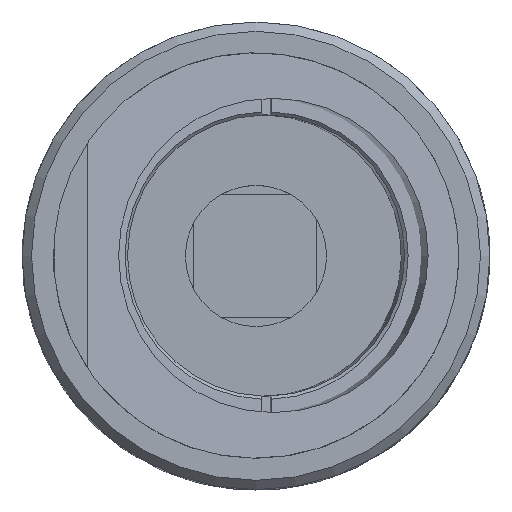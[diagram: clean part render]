
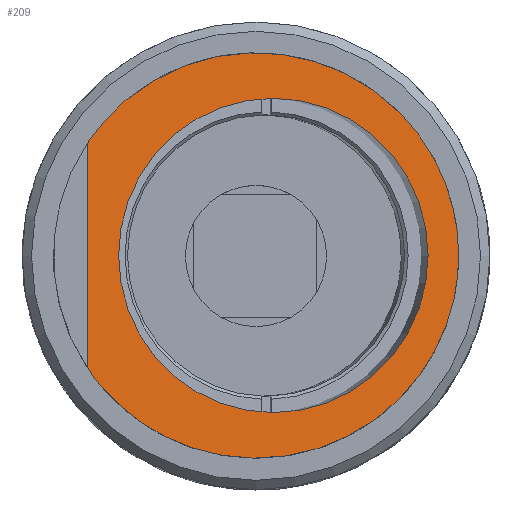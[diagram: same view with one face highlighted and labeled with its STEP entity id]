
A CAD part, top view. The second image highlights one B-rep face of the part: STEP entity #209.
In plain terms, the highlighted planar face has unit normal (0.174, 0, 0.985).
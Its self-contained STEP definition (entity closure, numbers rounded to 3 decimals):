
#209 = ADVANCED_FACE ( 'NONE', ( #4753, #1166 ), #437, .F. ) ;
#437 = PLANE ( 'NONE',  #808 ) ;
#679 = DIRECTION ( 'NONE',  ( 0.985, 0., -0.174 ) ) ;
#808 = AXIS2_PLACEMENT_3D ( 'NONE', #6262, #5494, #679 ) ;
#1166 = FACE_OUTER_BOUND ( 'NONE', #2370, .T. ) ;
#1208 = ORIENTED_EDGE ( 'NONE', *, *, #1620, .F. ) ;
#1357 = EDGE_LOOP ( 'NONE', ( #6988 ) ) ;
#1620 = EDGE_CURVE ( 'NONE', #7402, #4339, #8015, .T. ) ;
#1782 = EDGE_CURVE ( 'NONE', #4973, #4973, #3549, .T. ) ;
#2262 = EDGE_CURVE ( 'NONE', #4339, #7402, #5921, .T. ) ;
#2370 = EDGE_LOOP ( 'NONE', ( #1208, #2714 ) ) ;
#2442 = DIRECTION ( 'NONE',  ( 0., 1., 0. ) ) ;
#2453 = CARTESIAN_POINT ( 'NONE',  ( -13.741, 9.152, 18.872 ) ) ;
#2714 = ORIENTED_EDGE ( 'NONE', *, *, #2262, .F. ) ;
#3435 = CARTESIAN_POINT ( 'NONE',  ( 1.413, 0., 16.2 ) ) ;
#3549 = CIRCLE ( 'NONE', #5903, 12.802 ) ;
#3624 = CARTESIAN_POINT ( 'NONE',  ( -13.741, 9.152, 18.872 ) ) ;
#4253 = DIRECTION ( 'NONE',  ( 0.174, 0., 0.985 ) ) ;
#4271 = CARTESIAN_POINT ( 'NONE',  ( 16.51, 0., 13.538 ) ) ;
#4307 = CARTESIAN_POINT ( 'NONE',  ( -2.647, 25.81, 16.916 ) ) ;
#4339 = VERTEX_POINT ( 'NONE', #3624 ) ;
#4753 = FACE_BOUND ( 'NONE', #1357, .T. ) ;
#4973 = VERTEX_POINT ( 'NONE', #7482 ) ;
#5494 = DIRECTION ( 'NONE',  ( -0.174, 0., -0.985 ) ) ;
#5855 = CARTESIAN_POINT ( 'NONE',  ( -13.741, -9.152, 18.872 ) ) ;
#5903 = AXIS2_PLACEMENT_3D ( 'NONE', #3435, #4253, #5925 ) ;
#5921 =( BOUNDED_CURVE ( )  B_SPLINE_CURVE ( 3, ( #2453, #4307, #7949, #4271, #6795, #6844, #6209 ),
 .UNSPECIFIED., .F., .T. ) 
 B_SPLINE_CURVE_WITH_KNOTS ( ( 4, 3, 4 ),
 ( 0.588, 3.142, 5.696 ),
 .UNSPECIFIED. ) 
 CURVE ( )  GEOMETRIC_REPRESENTATION_ITEM ( )  RATIONAL_B_SPLINE_CURVE ( ( 1., 0.526, 0.526, 1., 0.526, 0.526, 1. ) ) 
 REPRESENTATION_ITEM ( '' )  );
#5925 = DIRECTION ( 'NONE',  ( -0.985, 0., 0.174 ) ) ;
#6209 = CARTESIAN_POINT ( 'NONE',  ( -13.741, -9.152, 18.872 ) ) ;
#6262 = CARTESIAN_POINT ( 'NONE',  ( 16.51, 16.51, 13.538 ) ) ;
#6324 = CARTESIAN_POINT ( 'NONE',  ( -13.741, 0., 18.872 ) ) ;
#6795 = CARTESIAN_POINT ( 'NONE',  ( 16.51, -20.015, 13.538 ) ) ;
#6844 = CARTESIAN_POINT ( 'NONE',  ( -2.647, -25.81, 16.916 ) ) ;
#6988 = ORIENTED_EDGE ( 'NONE', *, *, #1782, .F. ) ;
#7402 = VERTEX_POINT ( 'NONE', #5855 ) ;
#7459 = VECTOR ( 'NONE', #2442, 1000. ) ;
#7482 = CARTESIAN_POINT ( 'NONE',  ( -11.194, 0., 18.423 ) ) ;
#7949 = CARTESIAN_POINT ( 'NONE',  ( 16.51, 20.015, 13.538 ) ) ;
#8015 = LINE ( 'NONE', #6324, #7459 ) ;
